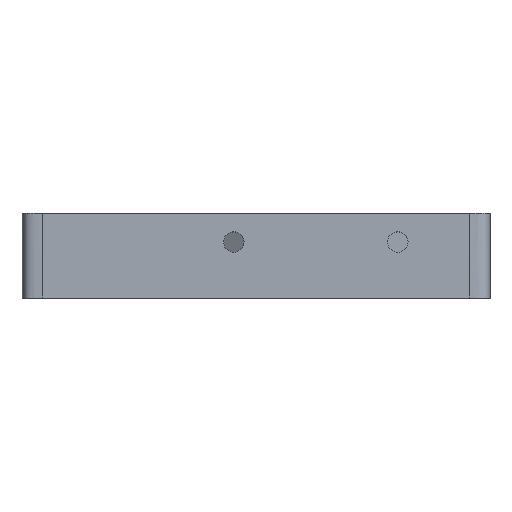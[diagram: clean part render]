
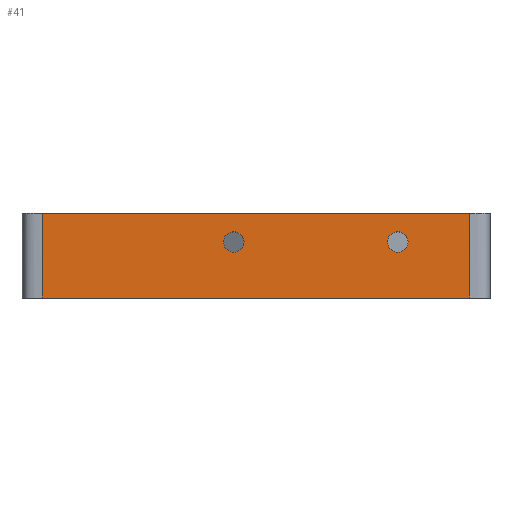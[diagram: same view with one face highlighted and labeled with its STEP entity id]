
A CAD part, top view. The second image highlights one B-rep face of the part: STEP entity #41.
In plain terms, the highlighted planar face has unit normal (0, 0, 1).
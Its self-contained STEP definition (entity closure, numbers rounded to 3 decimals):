
#17=FACE_BOUND('',#107,.T.);
#18=FACE_BOUND('',#108,.T.);
#41=ADVANCED_FACE('',(#72,#17,#18),#538,.T.);
#72=FACE_OUTER_BOUND('',#106,.T.);
#106=EDGE_LOOP('',(#243,#244,#245,#246));
#107=EDGE_LOOP('',(#247,#248));
#108=EDGE_LOOP('',(#249,#250));
#243=ORIENTED_EDGE('',*,*,#339,.F.);
#244=ORIENTED_EDGE('',*,*,#347,.F.);
#245=ORIENTED_EDGE('',*,*,#338,.F.);
#246=ORIENTED_EDGE('',*,*,#354,.F.);
#247=ORIENTED_EDGE('',*,*,#336,.T.);
#248=ORIENTED_EDGE('',*,*,#359,.T.);
#249=ORIENTED_EDGE('',*,*,#362,.F.);
#250=ORIENTED_EDGE('',*,*,#341,.F.);
#336=EDGE_CURVE('',#506,#522,#394,.T.);
#338=EDGE_CURVE('',#519,#510,#455,.T.);
#339=EDGE_CURVE('',#511,#520,#456,.T.);
#341=EDGE_CURVE('',#508,#523,#396,.T.);
#347=EDGE_CURVE('',#510,#511,#461,.T.);
#354=EDGE_CURVE('',#520,#519,#468,.T.);
#359=EDGE_CURVE('',#522,#506,#398,.T.);
#362=EDGE_CURVE('',#523,#508,#400,.T.);
#394=TRIMMED_CURVE($,#420,(#1051),(#1052),.T.,.CARTESIAN.);
#396=TRIMMED_CURVE($,#422,(#1063),(#1064),.T.,.CARTESIAN.);
#398=TRIMMED_CURVE($,#424,(#1125),(#1126),.T.,.CARTESIAN.);
#400=TRIMMED_CURVE($,#426,(#1133),(#1134),.T.,.CARTESIAN.);
#420=CIRCLE('',#690,1.5);
#422=CIRCLE('',#692,1.5);
#424=CIRCLE('',#694,1.5);
#426=CIRCLE('',#696,1.5);
#455=B_SPLINE_CURVE_WITH_KNOTS('',1,(#1055,#1056),.UNSPECIFIED.,.F.,.F.,
(2,2),(3.,65.495),.UNSPECIFIED.);
#456=B_SPLINE_CURVE_WITH_KNOTS('',1,(#1057,#1058),.UNSPECIFIED.,.F.,.F.,
(2,2),(3.,65.495),.UNSPECIFIED.);
#461=B_SPLINE_CURVE_WITH_KNOTS('',1,(#1075,#1076),.UNSPECIFIED.,.F.,.F.,
(2,2),(0.,12.4),.UNSPECIFIED.);
#468=B_SPLINE_CURVE_WITH_KNOTS('',1,(#1105,#1106),.UNSPECIFIED.,.F.,.F.,
(2,2),(0.,12.4),.UNSPECIFIED.);
#506=VERTEX_POINT('',#892);
#508=VERTEX_POINT('',#894);
#510=VERTEX_POINT('',#896);
#511=VERTEX_POINT('',#897);
#519=VERTEX_POINT('',#905);
#520=VERTEX_POINT('',#906);
#522=VERTEX_POINT('',#908);
#523=VERTEX_POINT('',#909);
#538=PLANE('',#665);
#665=AXIS2_PLACEMENT_3D('',#815,#721,$);
#690=AXIS2_PLACEMENT_3D($,#1050,#765,#766);
#692=AXIS2_PLACEMENT_3D($,#1062,#769,#770);
#694=AXIS2_PLACEMENT_3D($,#1124,#773,#774);
#696=AXIS2_PLACEMENT_3D($,#1132,#777,#778);
#721=DIRECTION('',(0.,0.,1.));
#765=DIRECTION('',(0.,0.,-1.));
#766=DIRECTION('',(1.,0.,0.));
#769=DIRECTION('',(0.,0.,1.));
#770=DIRECTION('',(1.,0.,0.));
#773=DIRECTION('',(0.,0.,-1.));
#774=DIRECTION('',(-1.,0.,0.));
#777=DIRECTION('',(0.,0.,1.));
#778=DIRECTION('',(-1.,0.,0.));
#815=CARTESIAN_POINT('',(69.67,-130.687,83.52));
#892=CARTESIAN_POINT('',(106.823,-136.127,83.52));
#894=CARTESIAN_POINT('',(130.823,-136.127,83.52));
#896=CARTESIAN_POINT('',(139.814,-131.927,83.52));
#897=CARTESIAN_POINT('',(139.814,-144.327,83.52));
#905=CARTESIAN_POINT('',(77.32,-131.927,83.52));
#906=CARTESIAN_POINT('',(77.32,-144.327,83.52));
#908=CARTESIAN_POINT('',(103.823,-136.127,83.52));
#909=CARTESIAN_POINT('',(127.823,-136.127,83.52));
#1050=CARTESIAN_POINT('',(105.323,-136.127,83.52));
#1051=CARTESIAN_POINT('',(106.823,-136.127,83.52));
#1052=CARTESIAN_POINT('',(103.823,-136.127,83.52));
#1055=CARTESIAN_POINT('',(77.32,-131.927,83.52));
#1056=CARTESIAN_POINT('',(139.814,-131.927,83.52));
#1057=CARTESIAN_POINT('',(139.814,-144.327,83.52));
#1058=CARTESIAN_POINT('',(77.32,-144.327,83.52));
#1062=CARTESIAN_POINT('',(129.323,-136.127,83.52));
#1063=CARTESIAN_POINT('',(130.823,-136.127,83.52));
#1064=CARTESIAN_POINT('',(127.823,-136.127,83.52));
#1075=CARTESIAN_POINT('',(139.814,-131.927,83.52));
#1076=CARTESIAN_POINT('',(139.814,-144.327,83.52));
#1105=CARTESIAN_POINT('',(77.32,-144.327,83.52));
#1106=CARTESIAN_POINT('',(77.32,-131.927,83.52));
#1124=CARTESIAN_POINT('',(105.323,-136.127,83.52));
#1125=CARTESIAN_POINT('',(103.823,-136.127,83.52));
#1126=CARTESIAN_POINT('',(106.823,-136.127,83.52));
#1132=CARTESIAN_POINT('',(129.323,-136.127,83.52));
#1133=CARTESIAN_POINT('',(127.823,-136.127,83.52));
#1134=CARTESIAN_POINT('',(130.823,-136.127,83.52));
